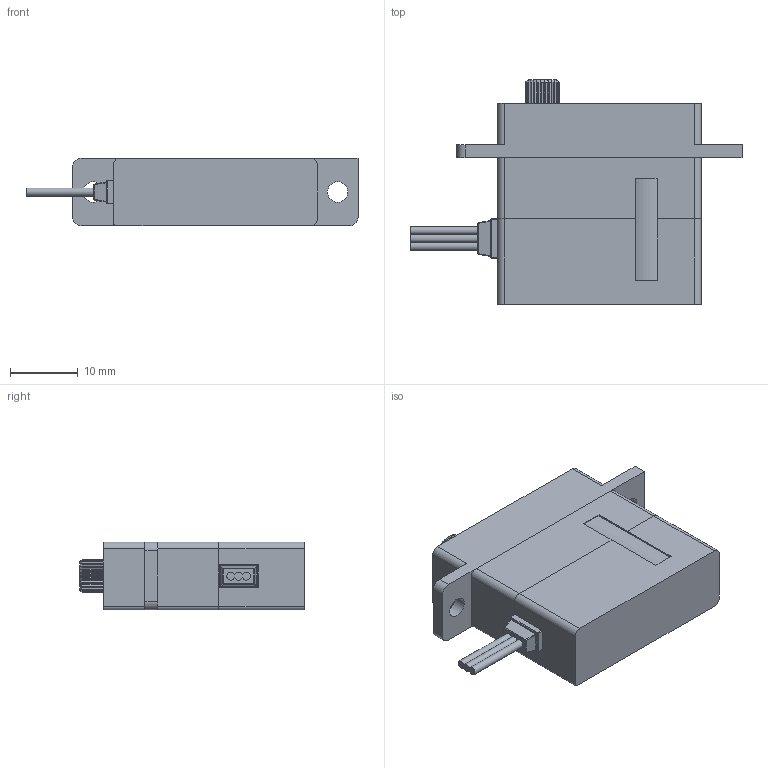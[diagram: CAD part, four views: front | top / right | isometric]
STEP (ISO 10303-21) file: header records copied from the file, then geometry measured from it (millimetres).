
FILE_DESCRIPTION(('Creo Elements/Direct Modeling STEP Export'),'2;1');
FILE_NAME('KST X10 710.stp','2021-12-24T15:03:49',(''),(''),'Creo Elements/Direct Modeling STEP processor for AP214 (Solid Model)','Creo Elements/Direct Modeling 20.3B 05-Dec-2020 (C) Parametric Technology GmbH','');
FILE_SCHEMA(('AUTOMOTIVE_DESIGN { 1 0 10303 214 1 1 1 1 }'));
Length unit declared in the file: millimetre
Products named in the file (2): KST X 10 710 Body; KST X10 710
Assembly tree (1 placements, depth 2):
  KST X10 710
    KST X 10 710 Body
Bounding box: 48.89 x 33.1 x 10 mm (x, y, z)
Volume: 9182.1 mm3; surface area: 3465 mm2
Topology: 1 solids, 1 shells, 206 faces, 558 edges, 350 vertices
Faces by surface type: cylinder 97, plane 95, sphere 8, bspline 4, cone 2
Entity records: 7569 total; most frequent: CARTESIAN_POINT 1975, ORIENTED_EDGE 1100, DIRECTION 999, EDGE_CURVE 550, AXIS2_PLACEMENT_3D 358, VERTEX_POINT 350, VECTOR 283, LINE 283
